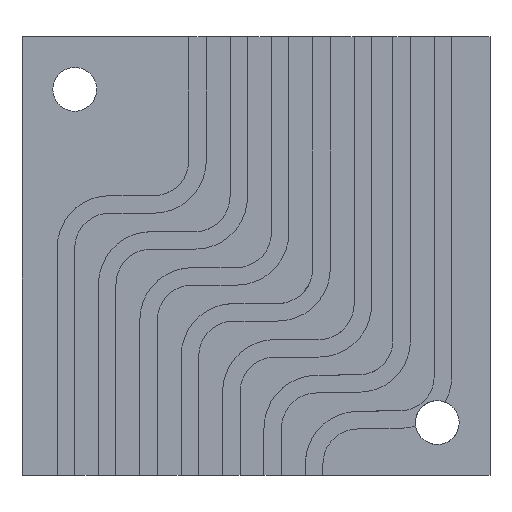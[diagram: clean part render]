
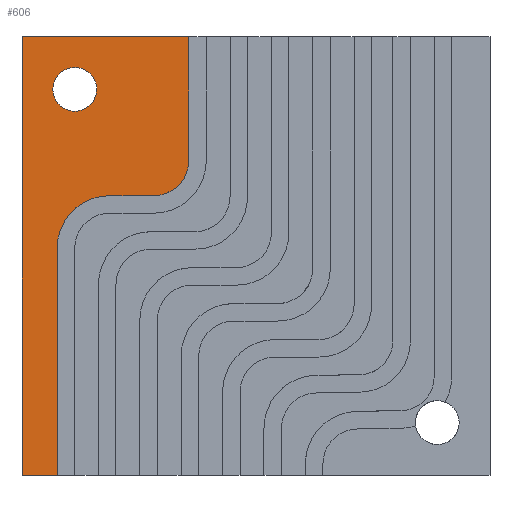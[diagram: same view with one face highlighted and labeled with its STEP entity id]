
A CAD part, top view. The second image highlights one B-rep face of the part: STEP entity #606.
In plain terms, the highlighted planar face has unit normal (0, 0, 1).
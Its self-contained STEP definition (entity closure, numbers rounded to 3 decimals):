
#24 = VERTEX_POINT('',#25);
#25 = CARTESIAN_POINT('',(0.,30.,3.));
#31 = EDGE_CURVE('',#24,#32,#34,.T.);
#32 = VERTEX_POINT('',#33);
#33 = CARTESIAN_POINT('',(0.,0.,3.));
#34 = LINE('',#35,#36);
#35 = CARTESIAN_POINT('',(0.,30.,3.));
#36 = VECTOR('',#37,1.);
#37 = DIRECTION('',(0.,-1.,0.));
#294 = VERTEX_POINT('',#295);
#295 = CARTESIAN_POINT('',(11.4,30.,3.));
#301 = EDGE_CURVE('',#294,#24,#302,.T.);
#302 = LINE('',#303,#304);
#303 = CARTESIAN_POINT('',(32.,30.,3.));
#304 = VECTOR('',#305,1.);
#305 = DIRECTION('',(-1.,0.,0.));
#325 = EDGE_CURVE('',#32,#326,#328,.T.);
#326 = VERTEX_POINT('',#327);
#327 = CARTESIAN_POINT('',(2.4,0.,3.));
#328 = LINE('',#329,#330);
#329 = CARTESIAN_POINT('',(0.,0.,3.));
#330 = VECTOR('',#331,1.);
#331 = DIRECTION('',(1.,0.,0.));
#606 = ADVANCED_FACE('',(#607,#652),#663,.T.);
#607 = FACE_BOUND('',#608,.T.);
#608 = EDGE_LOOP('',(#609,#610,#611,#612,#620,#629,#637,#646));
#609 = ORIENTED_EDGE('',*,*,#301,.T.);
#610 = ORIENTED_EDGE('',*,*,#31,.T.);
#611 = ORIENTED_EDGE('',*,*,#325,.T.);
#612 = ORIENTED_EDGE('',*,*,#613,.T.);
#613 = EDGE_CURVE('',#326,#614,#616,.T.);
#614 = VERTEX_POINT('',#615);
#615 = CARTESIAN_POINT('',(2.4,15.524,3.));
#616 = LINE('',#617,#618);
#617 = CARTESIAN_POINT('',(2.4,0.,3.));
#618 = VECTOR('',#619,1.);
#619 = DIRECTION('',(0.,1.,0.));
#620 = ORIENTED_EDGE('',*,*,#621,.F.);
#621 = EDGE_CURVE('',#622,#614,#624,.T.);
#622 = VERTEX_POINT('',#623);
#623 = CARTESIAN_POINT('',(6.,19.124,3.));
#624 = CIRCLE('',#625,3.6);
#625 = AXIS2_PLACEMENT_3D('',#626,#627,#628);
#626 = CARTESIAN_POINT('',(6.,15.524,3.));
#627 = DIRECTION('',(0.,0.,1.));
#628 = DIRECTION('',(1.,0.,0.));
#629 = ORIENTED_EDGE('',*,*,#630,.T.);
#630 = EDGE_CURVE('',#622,#631,#633,.T.);
#631 = VERTEX_POINT('',#632);
#632 = CARTESIAN_POINT('',(9.,19.124,3.));
#633 = LINE('',#634,#635);
#634 = CARTESIAN_POINT('',(6.,19.124,3.));
#635 = VECTOR('',#636,1.);
#636 = DIRECTION('',(1.,0.,0.));
#637 = ORIENTED_EDGE('',*,*,#638,.T.);
#638 = EDGE_CURVE('',#631,#639,#641,.T.);
#639 = VERTEX_POINT('',#640);
#640 = CARTESIAN_POINT('',(11.4,21.524,3.));
#641 = CIRCLE('',#642,2.4);
#642 = AXIS2_PLACEMENT_3D('',#643,#644,#645);
#643 = CARTESIAN_POINT('',(9.,21.524,3.));
#644 = DIRECTION('',(0.,0.,1.));
#645 = DIRECTION('',(1.,0.,0.));
#646 = ORIENTED_EDGE('',*,*,#647,.T.);
#647 = EDGE_CURVE('',#639,#294,#648,.T.);
#648 = LINE('',#649,#650);
#649 = CARTESIAN_POINT('',(11.4,21.524,3.));
#650 = VECTOR('',#651,1.);
#651 = DIRECTION('',(0.,1.,0.));
#652 = FACE_BOUND('',#653,.T.);
#653 = EDGE_LOOP('',(#654));
#654 = ORIENTED_EDGE('',*,*,#655,.F.);
#655 = EDGE_CURVE('',#656,#656,#658,.T.);
#656 = VERTEX_POINT('',#657);
#657 = CARTESIAN_POINT('',(5.107,26.393,3.));
#658 = CIRCLE('',#659,1.5);
#659 = AXIS2_PLACEMENT_3D('',#660,#661,#662);
#660 = CARTESIAN_POINT('',(3.607,26.393,3.));
#661 = DIRECTION('',(0.,0.,1.));
#662 = DIRECTION('',(1.,0.,0.));
#663 = PLANE('',#664);
#664 = AXIS2_PLACEMENT_3D('',#665,#666,#667);
#665 = CARTESIAN_POINT('',(16.,15.,3.));
#666 = DIRECTION('',(0.,0.,1.));
#667 = DIRECTION('',(1.,0.,0.));
